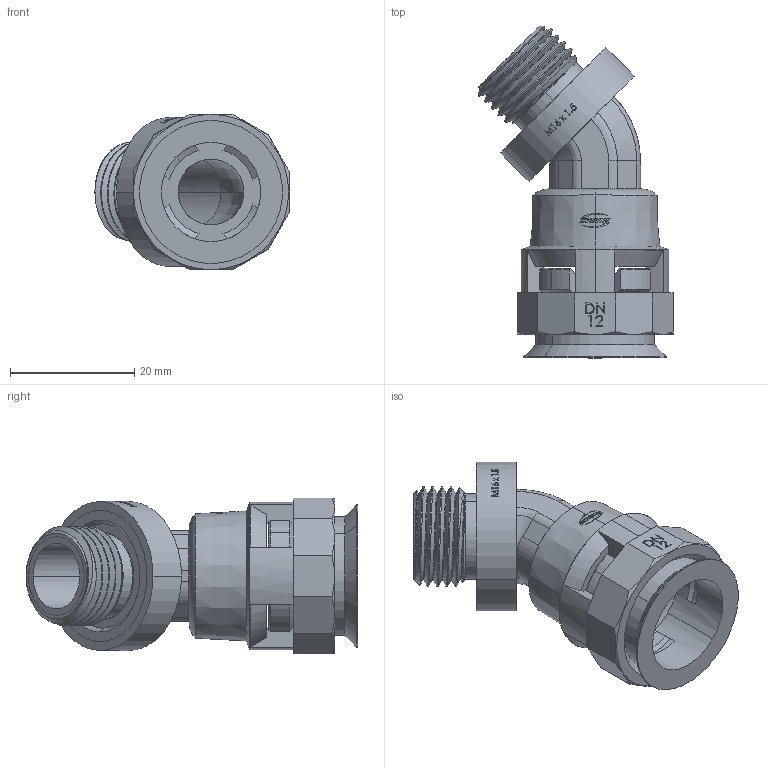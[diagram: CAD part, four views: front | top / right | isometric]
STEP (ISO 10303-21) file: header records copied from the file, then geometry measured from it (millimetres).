
FILE_DESCRIPTION (( 'STEP AP203' ), '1' );
FILE_NAME ('(LTCM-12M16-)_I3040_0006_01_0.STEP', '2012-06-19T08:59:48', ( 'Llorenç' ), ( '' ), 'SwSTEP 2.0', 'SolidWorks 2007', '' );
FILE_SCHEMA (( 'CONFIG_CONTROL_DESIGN' ));
Length unit declared in the file: millimetre
Products named in the file (1): (LTCM-12M16-)_I3040_0006_01_0
Bounding box: 31.25 x 53.43 x 25.11 mm (x, y, z)
Volume: 9620.7 mm3; surface area: 10925.8 mm2
Topology: 3 solids, 3 shells, 1815 faces, 5290 edges, 3502 vertices
Faces by surface type: plane 1148, cylinder 423, bspline 163, cone 77, torus 4
Entity records: 67728 total; most frequent: CARTESIAN_POINT 22453, ORIENTED_EDGE 10576, DIRECTION 7903, EDGE_CURVE 5288, VERTEX_POINT 3502, VECTOR 2753, LINE 2753, AXIS2_PLACEMENT_3D 2575
